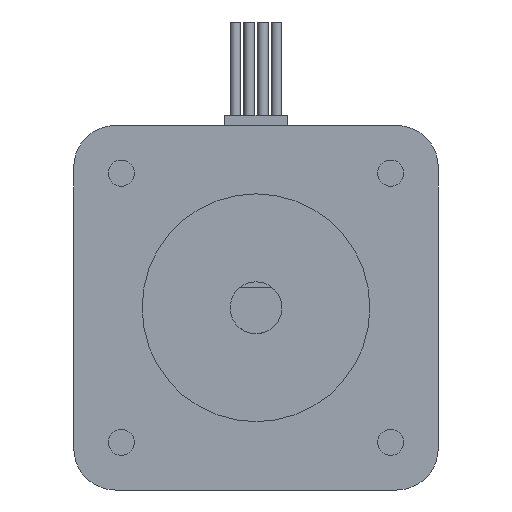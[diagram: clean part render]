
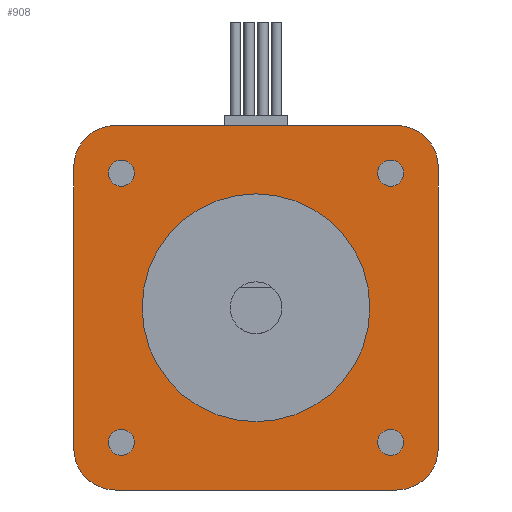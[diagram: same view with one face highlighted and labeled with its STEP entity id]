
A CAD part, front view. The second image highlights one B-rep face of the part: STEP entity #908.
In plain terms, the highlighted planar face has unit normal (0, -1, 0).
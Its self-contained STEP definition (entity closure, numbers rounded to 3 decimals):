
#17=FACE_BOUND('',#154,.T.);
#18=FACE_BOUND('',#155,.T.);
#19=FACE_BOUND('',#156,.T.);
#20=FACE_BOUND('',#157,.T.);
#21=FACE_BOUND('',#158,.T.);
#90=FACE_OUTER_BOUND('',#153,.T.);
#153=EDGE_LOOP('',(#698,#699,#700,#701,#702,#703,#704,#705));
#154=EDGE_LOOP('',(#706));
#155=EDGE_LOOP('',(#707));
#156=EDGE_LOOP('',(#708));
#157=EDGE_LOOP('',(#709));
#158=EDGE_LOOP('',(#710));
#222=LINE('',#1478,#304);
#225=LINE('',#1490,#307);
#226=LINE('',#1492,#308);
#227=LINE('',#1495,#309);
#304=VECTOR('',#1203,10.);
#307=VECTOR('',#1216,10.);
#308=VECTOR('',#1217,10.);
#309=VECTOR('',#1220,10.);
#369=CIRCLE('',#994,1.265);
#371=CIRCLE('',#998,1.265);
#373=CIRCLE('',#1002,1.265);
#375=CIRCLE('',#1006,1.265);
#378=CIRCLE('',#1012,11.);
#380=CIRCLE('',#1015,4.);
#382=CIRCLE('',#1019,4.);
#383=CIRCLE('',#1021,4.);
#384=CIRCLE('',#1022,4.);
#417=VERTEX_POINT('',#1431);
#419=VERTEX_POINT('',#1438);
#421=VERTEX_POINT('',#1445);
#423=VERTEX_POINT('',#1452);
#426=VERTEX_POINT('',#1462);
#429=VERTEX_POINT('',#1469);
#430=VERTEX_POINT('',#1471);
#432=VERTEX_POINT('',#1477);
#434=VERTEX_POINT('',#1483);
#435=VERTEX_POINT('',#1487);
#436=VERTEX_POINT('',#1488);
#437=VERTEX_POINT('',#1491);
#438=VERTEX_POINT('',#1493);
#508=EDGE_CURVE('',#417,#417,#369,.T.);
#511=EDGE_CURVE('',#419,#419,#371,.T.);
#514=EDGE_CURVE('',#421,#421,#373,.T.);
#517=EDGE_CURVE('',#423,#423,#375,.T.);
#522=EDGE_CURVE('',#426,#426,#378,.T.);
#525=EDGE_CURVE('',#429,#430,#380,.T.);
#528=EDGE_CURVE('',#432,#430,#222,.T.);
#531=EDGE_CURVE('',#432,#434,#382,.T.);
#533=EDGE_CURVE('',#435,#436,#383,.T.);
#534=EDGE_CURVE('',#435,#434,#225,.T.);
#535=EDGE_CURVE('',#429,#437,#226,.T.);
#536=EDGE_CURVE('',#438,#437,#384,.T.);
#537=EDGE_CURVE('',#438,#436,#227,.T.);
#698=ORIENTED_EDGE('',*,*,#533,.F.);
#699=ORIENTED_EDGE('',*,*,#534,.T.);
#700=ORIENTED_EDGE('',*,*,#531,.F.);
#701=ORIENTED_EDGE('',*,*,#528,.T.);
#702=ORIENTED_EDGE('',*,*,#525,.F.);
#703=ORIENTED_EDGE('',*,*,#535,.T.);
#704=ORIENTED_EDGE('',*,*,#536,.F.);
#705=ORIENTED_EDGE('',*,*,#537,.T.);
#706=ORIENTED_EDGE('',*,*,#508,.T.);
#707=ORIENTED_EDGE('',*,*,#511,.T.);
#708=ORIENTED_EDGE('',*,*,#514,.T.);
#709=ORIENTED_EDGE('',*,*,#517,.T.);
#710=ORIENTED_EDGE('',*,*,#522,.T.);
#851=PLANE('',#1020);
#908=ADVANCED_FACE('',(#90,#17,#18,#19,#20,#21),#851,.T.);
#994=AXIS2_PLACEMENT_3D('',#1432,#1149,#1150);
#998=AXIS2_PLACEMENT_3D('',#1439,#1158,#1159);
#1002=AXIS2_PLACEMENT_3D('',#1446,#1167,#1168);
#1006=AXIS2_PLACEMENT_3D('',#1453,#1176,#1177);
#1012=AXIS2_PLACEMENT_3D('',#1464,#1190,#1191);
#1015=AXIS2_PLACEMENT_3D('',#1472,#1197,#1198);
#1019=AXIS2_PLACEMENT_3D('',#1484,#1209,#1210);
#1020=AXIS2_PLACEMENT_3D('',#1486,#1212,#1213);
#1021=AXIS2_PLACEMENT_3D('',#1489,#1214,#1215);
#1022=AXIS2_PLACEMENT_3D('',#1494,#1218,#1219);
#1149=DIRECTION('center_axis',(0.,1.,0.));
#1150=DIRECTION('ref_axis',(0.,0.,-1.));
#1158=DIRECTION('center_axis',(0.,1.,0.));
#1159=DIRECTION('ref_axis',(0.,0.,-1.));
#1167=DIRECTION('center_axis',(0.,1.,0.));
#1168=DIRECTION('ref_axis',(0.,0.,-1.));
#1176=DIRECTION('center_axis',(0.,1.,0.));
#1177=DIRECTION('ref_axis',(0.,0.,-1.));
#1190=DIRECTION('center_axis',(0.,1.,0.));
#1191=DIRECTION('ref_axis',(1.,0.,0.));
#1197=DIRECTION('center_axis',(0.,1.,0.));
#1198=DIRECTION('ref_axis',(-0.707,0.,0.707));
#1203=DIRECTION('',(-1.,0.,0.));
#1209=DIRECTION('center_axis',(0.,1.,0.));
#1210=DIRECTION('ref_axis',(0.707,0.,0.707));
#1212=DIRECTION('center_axis',(0.,-1.,0.));
#1213=DIRECTION('ref_axis',(0.,0.,-1.));
#1214=DIRECTION('center_axis',(0.,1.,0.));
#1215=DIRECTION('ref_axis',(0.707,0.,-0.707));
#1216=DIRECTION('',(0.,0.,1.));
#1217=DIRECTION('',(0.,0.,-1.));
#1218=DIRECTION('center_axis',(0.,1.,0.));
#1219=DIRECTION('ref_axis',(-0.707,0.,-0.707));
#1220=DIRECTION('',(1.,0.,0.));
#1431=CARTESIAN_POINT('',(-13.,-14.,-11.736));
#1432=CARTESIAN_POINT('Origin',(-13.,-14.,-13.));
#1438=CARTESIAN_POINT('',(13.,-14.,14.265));
#1439=CARTESIAN_POINT('Origin',(13.,-14.,13.));
#1445=CARTESIAN_POINT('',(13.,-14.,-11.736));
#1446=CARTESIAN_POINT('Origin',(13.,-14.,-13.));
#1452=CARTESIAN_POINT('',(-13.,-14.,14.265));
#1453=CARTESIAN_POINT('Origin',(-13.,-14.,13.));
#1462=CARTESIAN_POINT('',(-11.,-14.,0.));
#1464=CARTESIAN_POINT('Origin',(0.,-14.,0.));
#1469=CARTESIAN_POINT('',(-17.6,-14.,13.6));
#1471=CARTESIAN_POINT('',(-13.6,-14.,17.6));
#1472=CARTESIAN_POINT('Origin',(-13.6,-14.,13.6));
#1477=CARTESIAN_POINT('',(13.6,-14.,17.6));
#1478=CARTESIAN_POINT('',(17.6,-14.,17.6));
#1483=CARTESIAN_POINT('',(17.6,-14.,13.6));
#1484=CARTESIAN_POINT('Origin',(13.6,-14.,13.6));
#1486=CARTESIAN_POINT('Origin',(0.,-14.,0.));
#1487=CARTESIAN_POINT('',(17.6,-14.,-13.6));
#1488=CARTESIAN_POINT('',(13.6,-14.,-17.6));
#1489=CARTESIAN_POINT('Origin',(13.6,-14.,-13.6));
#1490=CARTESIAN_POINT('',(17.6,-14.,-17.6));
#1491=CARTESIAN_POINT('',(-17.6,-14.,-13.6));
#1492=CARTESIAN_POINT('',(-17.6,-14.,17.6));
#1493=CARTESIAN_POINT('',(-13.6,-14.,-17.6));
#1494=CARTESIAN_POINT('Origin',(-13.6,-14.,-13.6));
#1495=CARTESIAN_POINT('',(-17.6,-14.,-17.6));
